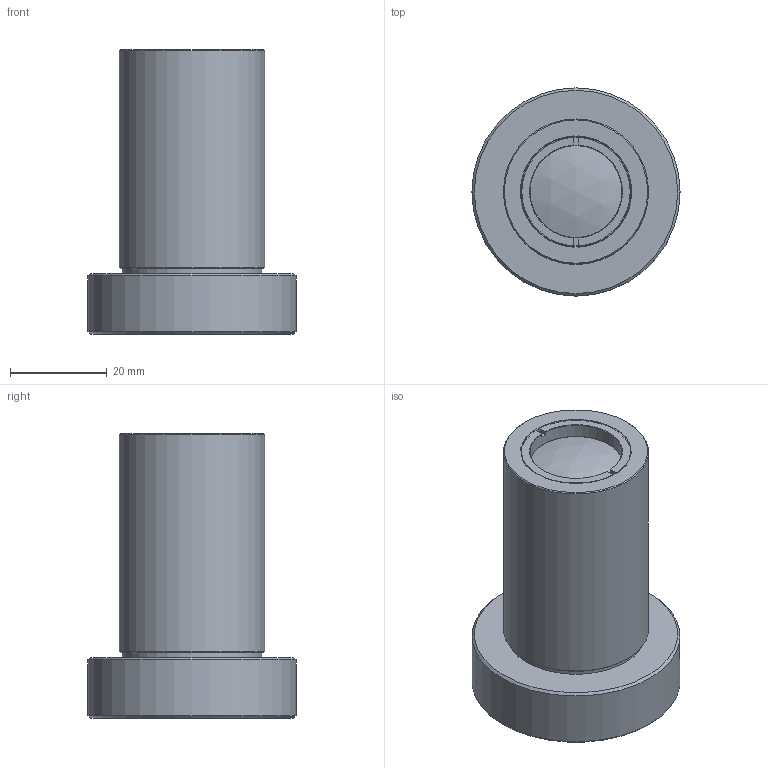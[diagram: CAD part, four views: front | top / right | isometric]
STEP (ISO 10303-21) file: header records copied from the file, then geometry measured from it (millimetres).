
FILE_DESCRIPTION(/* description */ (''),/* implementation_level */ '2;1');
FILE_NAME(/* name */ '__FFL1620_ALL.stp',/* time_stamp */ '2020-11-04T18:05:10+08:00',/* author */ (''),/* organization */ (''),/* preprocessor_version */ 'ST-DEVELOPER v16',/* originating_system */ 'SIEMENS PLM Software NX 10.0',/* authorisation */ '');
FILE_SCHEMA (('AUTOMOTIVE_DESIGN { 1 0 10303 214 3 1 1 1 }'));
Length unit declared in the file: millimetre
Products named in the file (1): Admi171893BA9nyk
Bounding box: 43 x 43 x 58.77 mm (x, y, z)
Volume: 26927.3 mm3; surface area: 18245.7 mm2
Topology: 5 solids, 5 shells, 125 faces, 259 edges, 167 vertices
Faces by surface type: plane 47, cone 39, cylinder 35, sphere 4
Full cylindrical faces by diameter (mm): 16 x1, 16.4 x1, 17.6 x1, 18 x1, 18.8 x2, 19 x1, 20 x1, 20.5 x1, 20.9 x2, 22.4 x1, 23 x1, 23.2 x1, 25.6 x1, 28.8 x1, 30 x1, 34.4 x1, 35.2 x2, 36 x1, 36.7 x1, 36.8 x2, 37.1 x1, 37.5 x1, 37.9 x1, 38.3 x1, 38.7 x1, 40.4 x1, 41 x1, 41.2 x1, 43 x1
Entity records: 2937 total; most frequent: DIRECTION 534, CARTESIAN_POINT 500, ORIENTED_EDGE 354, AXIS2_PLACEMENT_3D 247, EDGE_LOOP 218, FACE_BOUND 186, EDGE_CURVE 177, VERTEX_POINT 149
